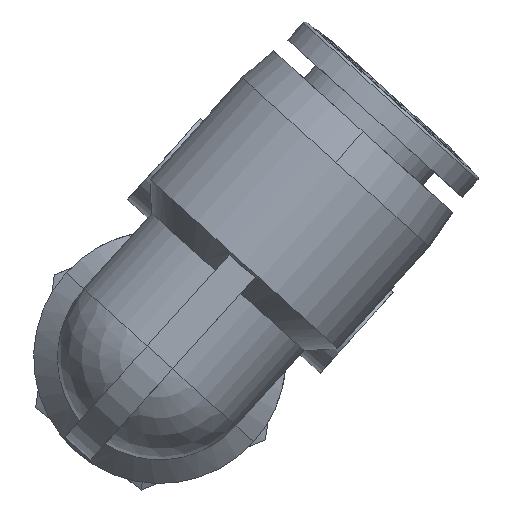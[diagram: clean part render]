
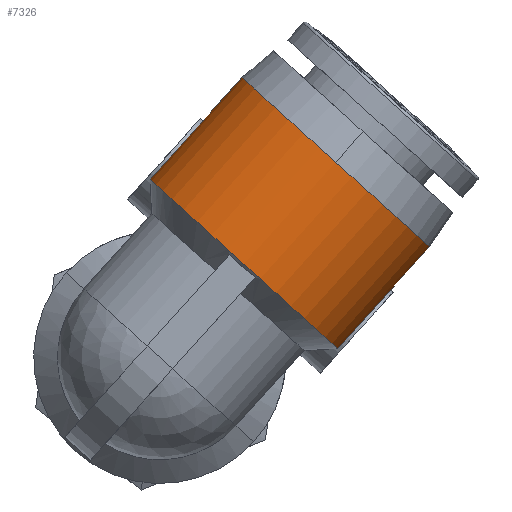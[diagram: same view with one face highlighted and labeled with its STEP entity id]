
A CAD part, left-side view. The second image highlights one B-rep face of the part: STEP entity #7326.
In plain terms, the highlighted cylindrical face has radius 9.25 mm (diameter 18.5 mm), a partial arc.
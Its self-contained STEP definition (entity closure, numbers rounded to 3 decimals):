
#14 = CARTESIAN_POINT ( 'NONE',  ( 0., 0., -9.2 ) ) ;
#796 = EDGE_CURVE ( 'NONE', #3853, #1095, #8852, .T. ) ;
#965 = DIRECTION ( 'NONE',  ( 0., 0., -1. ) ) ;
#1095 = VERTEX_POINT ( 'NONE', #3359 ) ;
#1125 = ORIENTED_EDGE ( 'NONE', *, *, #3196, .F. ) ;
#1552 = CARTESIAN_POINT ( 'NONE',  ( 0., -9.25, -5.75 ) ) ;
#1753 = ORIENTED_EDGE ( 'NONE', *, *, #7340, .T. ) ;
#2071 = VERTEX_POINT ( 'NONE', #7772 ) ;
#2181 = FACE_OUTER_BOUND ( 'NONE', #3432, .T. ) ;
#2234 = CARTESIAN_POINT ( 'NONE',  ( 0., 9.25, -9.2 ) ) ;
#2546 = EDGE_CURVE ( 'NONE', #1095, #6336, #9046, .T. ) ;
#2792 = DIRECTION ( 'NONE',  ( 0., 0., 1. ) ) ;
#3196 = EDGE_CURVE ( 'NONE', #2071, #6336, #5126, .T. ) ;
#3334 = CARTESIAN_POINT ( 'NONE',  ( 0., 0., -19.25 ) ) ;
#3359 = CARTESIAN_POINT ( 'NONE',  ( -9.25, 0., -19.25 ) ) ;
#3432 = EDGE_LOOP ( 'NONE', ( #1125, #8021, #1753, #8068, #7338 ) ) ;
#3610 = CYLINDRICAL_SURFACE ( 'NONE', #5364, 9.25 ) ;
#3616 = CARTESIAN_POINT ( 'NONE',  ( 0., 9.25, -19.25 ) ) ;
#3753 = CARTESIAN_POINT ( 'NONE',  ( 0., 9.25, -5.75 ) ) ;
#3853 = VERTEX_POINT ( 'NONE', #3616 ) ;
#4969 = DIRECTION ( 'NONE',  ( -1., 0., 0. ) ) ;
#5119 = AXIS2_PLACEMENT_3D ( 'NONE', #8567, #8698, #4969 ) ;
#5126 = LINE ( 'NONE', #1552, #6484 ) ;
#5364 = AXIS2_PLACEMENT_3D ( 'NONE', #6474, #7714, #9305 ) ;
#5538 = DIRECTION ( 'NONE',  ( 0., 0., -1. ) ) ;
#5752 = VERTEX_POINT ( 'NONE', #2234 ) ;
#6045 = CARTESIAN_POINT ( 'NONE',  ( 0., -9.25, -19.25 ) ) ;
#6336 = VERTEX_POINT ( 'NONE', #6045 ) ;
#6474 = CARTESIAN_POINT ( 'NONE',  ( 0., 0., -5.75 ) ) ;
#6484 = VECTOR ( 'NONE', #6620, 1000. ) ;
#6620 = DIRECTION ( 'NONE',  ( 0., 0., -1. ) ) ;
#7028 = CIRCLE ( 'NONE', #7911, 9.25 ) ;
#7319 = LINE ( 'NONE', #3753, #8205 ) ;
#7326 = ADVANCED_FACE ( 'NONE', ( #2181 ), #3610, .T. ) ;
#7338 = ORIENTED_EDGE ( 'NONE', *, *, #2546, .T. ) ;
#7340 = EDGE_CURVE ( 'NONE', #5752, #3853, #7319, .T. ) ;
#7388 = AXIS2_PLACEMENT_3D ( 'NONE', #3334, #2792, #9112 ) ;
#7689 = DIRECTION ( 'NONE',  ( 0., 1., 0. ) ) ;
#7714 = DIRECTION ( 'NONE',  ( 0., 0., -1. ) ) ;
#7772 = CARTESIAN_POINT ( 'NONE',  ( 0., -9.25, -9.2 ) ) ;
#7911 = AXIS2_PLACEMENT_3D ( 'NONE', #14, #5538, #7689 ) ;
#8021 = ORIENTED_EDGE ( 'NONE', *, *, #8518, .T. ) ;
#8068 = ORIENTED_EDGE ( 'NONE', *, *, #796, .T. ) ;
#8205 = VECTOR ( 'NONE', #965, 1000. ) ;
#8518 = EDGE_CURVE ( 'NONE', #2071, #5752, #7028, .T. ) ;
#8567 = CARTESIAN_POINT ( 'NONE',  ( 0., 0., -19.25 ) ) ;
#8698 = DIRECTION ( 'NONE',  ( 0., 0., 1. ) ) ;
#8852 = CIRCLE ( 'NONE', #5119, 9.25 ) ;
#9046 = CIRCLE ( 'NONE', #7388, 9.25 ) ;
#9112 = DIRECTION ( 'NONE',  ( -1., 0., 0. ) ) ;
#9305 = DIRECTION ( 'NONE',  ( 0., 1., 0. ) ) ;
